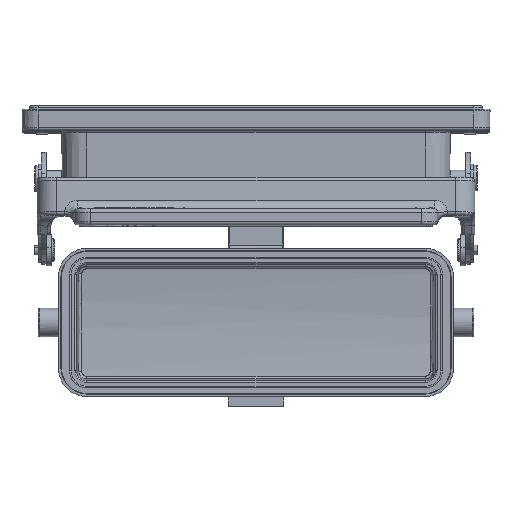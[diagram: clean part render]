
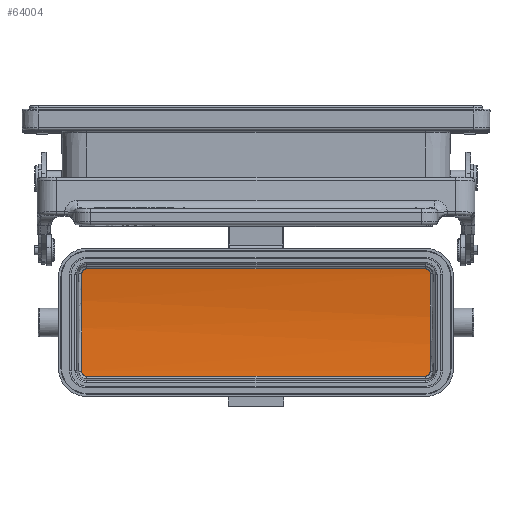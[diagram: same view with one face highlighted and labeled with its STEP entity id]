
A CAD part, top view. The second image highlights one B-rep face of the part: STEP entity #64004.
In plain terms, the highlighted cylindrical face has radius 123.695 mm (diameter 247.389 mm), a partial arc.
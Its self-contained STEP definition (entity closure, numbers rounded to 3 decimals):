
#17122=CARTESIAN_POINT('',(53.983,-55.572,
-46.622));
#17123=CARTESIAN_POINT('',(53.986,-55.964,
-46.574));
#17124=CARTESIAN_POINT('',(53.749,-56.55,
-46.498));
#17125=CARTESIAN_POINT('',(53.087,-56.998,
-46.438));
#17126=CARTESIAN_POINT('',(52.696,-57.078,
-46.427));
#17127=CARTESIAN_POINT('',(52.5,-57.078,
-46.427));
#17129=DIRECTION('',(-1.,0.,0.));
#17130=VECTOR('',#17129,105.);
#17131=CARTESIAN_POINT('',(52.5,-57.078,
-46.427));
#17132=LINE('',#17131,#17130);
#17133=CARTESIAN_POINT('',(-52.5,-57.078,
-46.427));
#17134=CARTESIAN_POINT('',(-52.891,-57.078,
-46.427));
#17135=CARTESIAN_POINT('',(-53.67,-56.747,
-46.473));
#17136=CARTESIAN_POINT('',(-53.986,-55.964,
-46.574));
#17137=CARTESIAN_POINT('',(-53.983,-55.572,
-46.622));
#17139=CARTESIAN_POINT('',(-53.983,-55.572,
-46.622));
#17140=CARTESIAN_POINT('',(-53.962,-52.229,
-47.034));
#17141=CARTESIAN_POINT('',(-53.933,-45.508,
-47.584));
#17142=CARTESIAN_POINT('',(-53.933,-35.392,
-47.584));
#17143=CARTESIAN_POINT('',(-53.962,-28.671,
-47.034));
#17144=CARTESIAN_POINT('',(-53.983,-25.328,
-46.622));
#17146=CARTESIAN_POINT('',(-53.983,-25.328,
-46.622));
#17147=CARTESIAN_POINT('',(-53.986,-24.936,
-46.574));
#17148=CARTESIAN_POINT('',(-53.749,-24.35,
-46.498));
#17149=CARTESIAN_POINT('',(-53.087,-23.902,
-46.438));
#17150=CARTESIAN_POINT('',(-52.696,-23.822,
-46.427));
#17151=CARTESIAN_POINT('',(-52.5,-23.822,
-46.427));
#17153=DIRECTION('',(1.,0.,0.));
#17154=VECTOR('',#17153,105.);
#17155=CARTESIAN_POINT('',(-52.5,-23.822,
-46.427));
#17156=LINE('',#17155,#17154);
#17157=CARTESIAN_POINT('',(52.5,-23.822,
-46.427));
#17158=CARTESIAN_POINT('',(52.891,-23.822,
-46.427));
#17159=CARTESIAN_POINT('',(53.67,-24.153,
-46.473));
#17160=CARTESIAN_POINT('',(53.986,-24.936,
-46.574));
#17161=CARTESIAN_POINT('',(53.983,-25.328,
-46.622));
#17163=CARTESIAN_POINT('',(53.983,-25.328,
-46.622));
#17164=CARTESIAN_POINT('',(53.962,-28.671,
-47.034));
#17165=CARTESIAN_POINT('',(53.933,-35.392,
-47.584));
#17166=CARTESIAN_POINT('',(53.933,-45.508,
-47.584));
#17167=CARTESIAN_POINT('',(53.962,-52.229,
-47.034));
#17168=CARTESIAN_POINT('',(53.983,-55.572,
-46.622));
#30395=CARTESIAN_POINT('',(-52.5,-23.822,
-46.427));
#30396=VERTEX_POINT('',#30395);
#30397=VERTEX_POINT('',#17146);
#30398=CARTESIAN_POINT('',(52.5,-23.822,
-46.427));
#30399=VERTEX_POINT('',#30398);
#30400=CARTESIAN_POINT('',(53.984,-25.328,
-46.622));
#30401=VERTEX_POINT('',#30400);
#30402=CARTESIAN_POINT('',(53.983,-55.572,
-46.622));
#30403=VERTEX_POINT('',#30402);
#30404=CARTESIAN_POINT('',(52.5,-57.078,
-46.427));
#30405=VERTEX_POINT('',#30404);
#30406=CARTESIAN_POINT('',(-52.5,-57.078,
-46.427));
#30407=VERTEX_POINT('',#30406);
#30408=CARTESIAN_POINT('',(-53.984,-55.572,
-46.622));
#30409=VERTEX_POINT('',#30408);
#63989=CARTESIAN_POINT('',(61.25,-40.45,76.145));
#63990=DIRECTION('',(1.,0.,0.));
#63991=DIRECTION('',(0.,-1.,0.));
#63992=AXIS2_PLACEMENT_3D('',#63989,#63990,#63991);
#63993=CYLINDRICAL_SURFACE('',#63992,123.695);
#63994=ORIENTED_EDGE('',*,*,#63910,.T.);
#63995=ORIENTED_EDGE('',*,*,#63924,.T.);
#63996=ORIENTED_EDGE('',*,*,#63970,.T.);
#63997=ORIENTED_EDGE('',*,*,#63983,.T.);
#63998=ORIENTED_EDGE('',*,*,#63789,.T.);
#63999=ORIENTED_EDGE('',*,*,#63804,.T.);
#64000=ORIENTED_EDGE('',*,*,#63850,.T.);
#64001=ORIENTED_EDGE('',*,*,#63864,.T.);
#64002=EDGE_LOOP('',(#63994,#63995,#63996,#63997,#63998,#63999,#64000,#64001));
#64003=FACE_OUTER_BOUND('',#64002,.F.);
#64004=ADVANCED_FACE('',(#64003),#63993,.F.);
#17128=B_SPLINE_CURVE_WITH_KNOTS('',3,(#17122,#17123,#17124,#17125,#17126,
#17127),.UNSPECIFIED.,.F.,.F.,(4,1,1,4),(0.,0.5,0.75,1.),.UNSPECIFIED.);
#17138=B_SPLINE_CURVE_WITH_KNOTS('',3,(#17133,#17134,#17135,#17136,#17137),
.UNSPECIFIED.,.F.,.F.,(4,1,4),(0.,0.5,1.),.UNSPECIFIED.);
#17145=B_SPLINE_CURVE_WITH_KNOTS('',3,(#17139,#17140,#17141,#17142,#17143,
#17144),.UNSPECIFIED.,.F.,.F.,(4,1,1,4),(0.,0.333,
0.667,1.),.UNSPECIFIED.);
#17152=B_SPLINE_CURVE_WITH_KNOTS('',3,(#17146,#17147,#17148,#17149,#17150,
#17151),.UNSPECIFIED.,.F.,.F.,(4,1,1,4),(0.,0.5,0.75,1.),.UNSPECIFIED.);
#17162=B_SPLINE_CURVE_WITH_KNOTS('',3,(#17157,#17158,#17159,#17160,#17161),
.UNSPECIFIED.,.F.,.F.,(4,1,4),(0.,0.5,1.),.UNSPECIFIED.);
#17169=B_SPLINE_CURVE_WITH_KNOTS('',3,(#17163,#17164,#17165,#17166,#17167,
#17168),.UNSPECIFIED.,.F.,.F.,(4,1,1,4),(0.,0.333,
0.667,1.),.UNSPECIFIED.);
#63789=EDGE_CURVE('',#30397,#30396,#17152,.T.);
#63804=EDGE_CURVE('',#30396,#30399,#17156,.T.);
#63850=EDGE_CURVE('',#30399,#30401,#17162,.T.);
#63864=EDGE_CURVE('',#30401,#30403,#17169,.T.);
#63910=EDGE_CURVE('',#30403,#30405,#17128,.T.);
#63924=EDGE_CURVE('',#30405,#30407,#17132,.T.);
#63970=EDGE_CURVE('',#30407,#30409,#17138,.T.);
#63983=EDGE_CURVE('',#30409,#30397,#17145,.T.);
